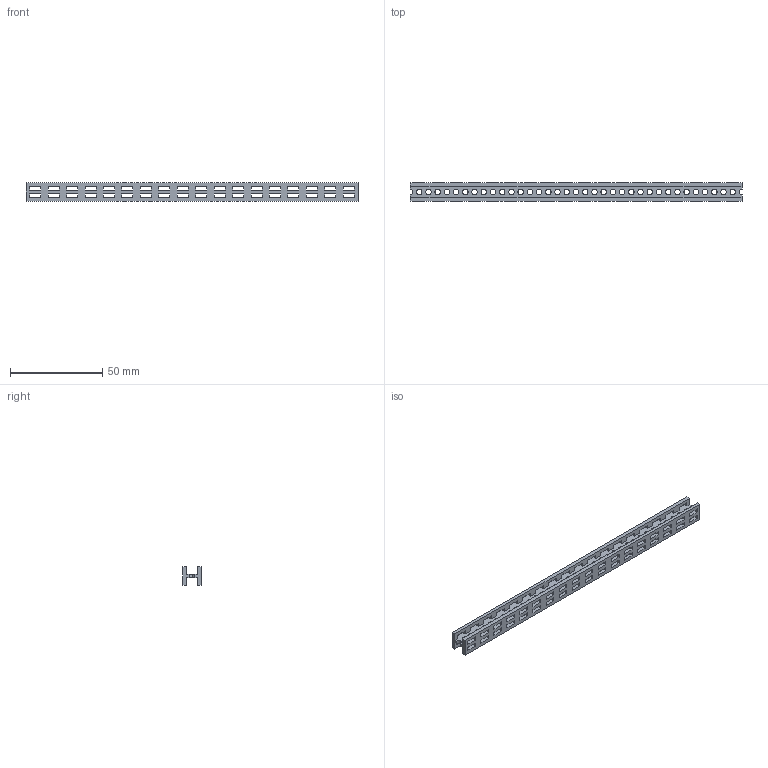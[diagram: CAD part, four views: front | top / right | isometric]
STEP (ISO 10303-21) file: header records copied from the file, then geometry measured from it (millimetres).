
FILE_DESCRIPTION (( 'STEP AP203' ), '1' );
FILE_NAME ('Beam 180.STEP', '2017-02-03T08:50:06', ( '' ), ( '' ), 'SwSTEP 2.0', 'SolidWorks 2015', '' );
FILE_SCHEMA (( 'CONFIG_CONTROL_DESIGN' ));
Length unit declared in the file: millimetre
Products named in the file (1): Beam 180
Bounding box: 180 x 10 x 10 mm (x, y, z)
Volume: 7123.1 mm3; surface area: 10917.6 mm2
Topology: 1 solids, 1 shells, 305 faces, 1125 edges, 750 vertices
Faces by surface type: plane 232, cylinder 73
Entity records: 12330 total; most frequent: ORIENTED_EDGE 2250, CARTESIAN_POINT 2181, DIRECTION 1883, EDGE_CURVE 1125, VECTOR 979, LINE 979, VERTEX_POINT 750, AXIS2_PLACEMENT_3D 452
